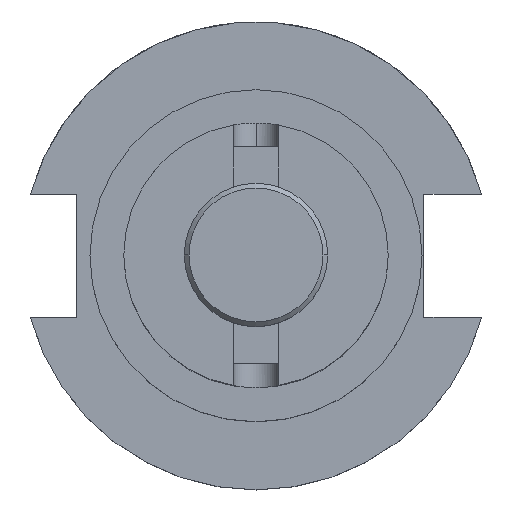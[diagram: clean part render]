
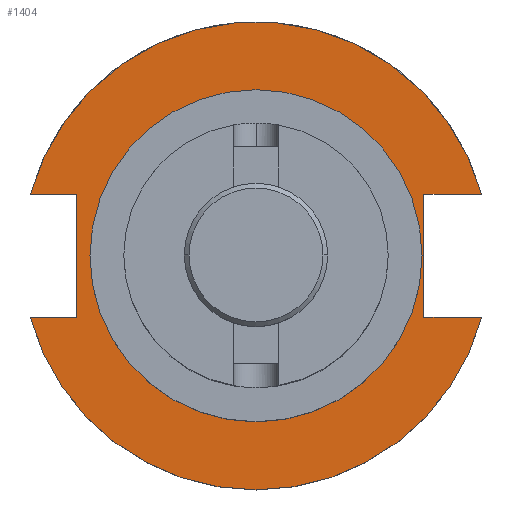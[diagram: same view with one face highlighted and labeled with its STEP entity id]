
A CAD part, top view. The second image highlights one B-rep face of the part: STEP entity #1404.
In plain terms, the highlighted planar face has unit normal (0, 0, 1).
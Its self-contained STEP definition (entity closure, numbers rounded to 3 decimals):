
#12 = CARTESIAN_POINT ( 'NONE',  ( 35.306, -12.954, 19.05 ) ) ;
#40 = VERTEX_POINT ( 'NONE', #713 ) ;
#48 = CARTESIAN_POINT ( 'NONE',  ( 35.306, 12.954, 19.05 ) ) ;
#72 = FACE_OUTER_BOUND ( 'NONE', #749, .T. ) ;
#97 = CARTESIAN_POINT ( 'NONE',  ( 0., 0., 19.05 ) ) ;
#98 = CIRCLE ( 'NONE', #2363, 34.925 ) ;
#183 = VERTEX_POINT ( 'NONE', #2012 ) ;
#194 = LINE ( 'NONE', #48, #2282 ) ;
#211 = ORIENTED_EDGE ( 'NONE', *, *, #1681, .T. ) ;
#215 = CARTESIAN_POINT ( 'NONE',  ( 35.306, 12.954, 19.05 ) ) ;
#269 = EDGE_LOOP ( 'NONE', ( #478, #818 ) ) ;
#276 = DIRECTION ( 'NONE',  ( 0., 1., 0. ) ) ;
#289 = VERTEX_POINT ( 'NONE', #1586 ) ;
#347 = CARTESIAN_POINT ( 'NONE',  ( 35.306, -12.954, 19.05 ) ) ;
#349 = DIRECTION ( 'NONE',  ( 0., 0., 1. ) ) ;
#356 = CARTESIAN_POINT ( 'NONE',  ( -47.477, 12.954, 19.05 ) ) ;
#369 = CIRCLE ( 'NONE', #2193, 34.925 ) ;
#392 = DIRECTION ( 'NONE',  ( 0., -1., 0. ) ) ;
#395 = ORIENTED_EDGE ( 'NONE', *, *, #1859, .F. ) ;
#409 = LINE ( 'NONE', #215, #909 ) ;
#443 = LINE ( 'NONE', #347, #1898 ) ;
#461 = DIRECTION ( 'NONE',  ( 0., -1., 0. ) ) ;
#478 = ORIENTED_EDGE ( 'NONE', *, *, #1533, .F. ) ;
#497 = DIRECTION ( 'NONE',  ( 0., 0., 1. ) ) ;
#551 = VERTEX_POINT ( 'NONE', #356 ) ;
#563 = VERTEX_POINT ( 'NONE', #1424 ) ;
#570 = ORIENTED_EDGE ( 'NONE', *, *, #624, .F. ) ;
#624 = EDGE_CURVE ( 'NONE', #2424, #1806, #1195, .T. ) ;
#627 = EDGE_CURVE ( 'NONE', #563, #1986, #1123, .T. ) ;
#679 = ORIENTED_EDGE ( 'NONE', *, *, #2426, .T. ) ;
#695 = VECTOR ( 'NONE', #1605, 1000. ) ;
#713 = CARTESIAN_POINT ( 'NONE',  ( -37.719, 12.954, 19.05 ) ) ;
#749 = EDGE_LOOP ( 'NONE', ( #679, #2104, #1706, #819, #930, #211, #2402, #395, #570 ) ) ;
#762 = CARTESIAN_POINT ( 'NONE',  ( 47.477, 12.954, 19.05 ) ) ;
#763 = DIRECTION ( 'NONE',  ( 0., -1., 0. ) ) ;
#765 = AXIS2_PLACEMENT_3D ( 'NONE', #2074, #1342, #2060 ) ;
#773 = DIRECTION ( 'NONE',  ( 0., 0., 1. ) ) ;
#782 = CARTESIAN_POINT ( 'NONE',  ( 0., 0., 19.05 ) ) ;
#818 = ORIENTED_EDGE ( 'NONE', *, *, #1318, .F. ) ;
#819 = ORIENTED_EDGE ( 'NONE', *, *, #2287, .F. ) ;
#850 = EDGE_CURVE ( 'NONE', #1243, #1986, #443, .T. ) ;
#851 = AXIS2_PLACEMENT_3D ( 'NONE', #97, #2338, #461 ) ;
#869 = DIRECTION ( 'NONE',  ( 0., -1., 0. ) ) ;
#909 = VECTOR ( 'NONE', #392, 1000. ) ;
#930 = ORIENTED_EDGE ( 'NONE', *, *, #1892, .F. ) ;
#1123 = CIRCLE ( 'NONE', #765, 49.212 ) ;
#1195 = LINE ( 'NONE', #2340, #1799 ) ;
#1219 = LINE ( 'NONE', #1695, #1290 ) ;
#1222 = LINE ( 'NONE', #1921, #695 ) ;
#1243 = VERTEX_POINT ( 'NONE', #12 ) ;
#1290 = VECTOR ( 'NONE', #276, 1000. ) ;
#1318 = EDGE_CURVE ( 'NONE', #2430, #183, #369, .T. ) ;
#1342 = DIRECTION ( 'NONE',  ( 0., 0., 1. ) ) ;
#1404 = ADVANCED_FACE ( 'NONE', ( #1675, #72 ), #2009, .T. ) ;
#1424 = CARTESIAN_POINT ( 'NONE',  ( 0., -49.212, 19.05 ) ) ;
#1474 = CARTESIAN_POINT ( 'NONE',  ( 0., 0., 19.05 ) ) ;
#1533 = EDGE_CURVE ( 'NONE', #183, #2430, #98, .T. ) ;
#1586 = CARTESIAN_POINT ( 'NONE',  ( 35.306, 12.954, 19.05 ) ) ;
#1605 = DIRECTION ( 'NONE',  ( -1., 0., 0. ) ) ;
#1614 = DIRECTION ( 'NONE',  ( 0., -1., 0. ) ) ;
#1675 = FACE_BOUND ( 'NONE', #269, .T. ) ;
#1681 = EDGE_CURVE ( 'NONE', #2270, #551, #1739, .T. ) ;
#1695 = CARTESIAN_POINT ( 'NONE',  ( -37.719, 12.954, 19.05 ) ) ;
#1699 = DIRECTION ( 'NONE',  ( 0., -1., 0. ) ) ;
#1706 = ORIENTED_EDGE ( 'NONE', *, *, #850, .F. ) ;
#1739 = CIRCLE ( 'NONE', #2311, 49.212 ) ;
#1760 = DIRECTION ( 'NONE',  ( 0., 0., 1. ) ) ;
#1799 = VECTOR ( 'NONE', #2288, 1000. ) ;
#1803 = CARTESIAN_POINT ( 'NONE',  ( -47.477, -12.954, 19.05 ) ) ;
#1806 = VERTEX_POINT ( 'NONE', #2342 ) ;
#1859 = EDGE_CURVE ( 'NONE', #1806, #40, #1219, .T. ) ;
#1881 = AXIS2_PLACEMENT_3D ( 'NONE', #2169, #1760, #1614 ) ;
#1892 = EDGE_CURVE ( 'NONE', #2270, #289, #194, .T. ) ;
#1898 = VECTOR ( 'NONE', #2162, 1000. ) ;
#1921 = CARTESIAN_POINT ( 'NONE',  ( -63.719, 12.954, 19.05 ) ) ;
#1986 = VERTEX_POINT ( 'NONE', #2269 ) ;
#2009 = PLANE ( 'NONE',  #1881 ) ;
#2012 = CARTESIAN_POINT ( 'NONE',  ( 0., -34.925, 19.05 ) ) ;
#2031 = CARTESIAN_POINT ( 'NONE',  ( 0., 34.925, 19.05 ) ) ;
#2060 = DIRECTION ( 'NONE',  ( 0., -1., 0. ) ) ;
#2074 = CARTESIAN_POINT ( 'NONE',  ( 0., 0., 19.05 ) ) ;
#2078 = EDGE_CURVE ( 'NONE', #40, #551, #1222, .T. ) ;
#2104 = ORIENTED_EDGE ( 'NONE', *, *, #627, .T. ) ;
#2143 = CARTESIAN_POINT ( 'NONE',  ( 0., 0., 19.05 ) ) ;
#2162 = DIRECTION ( 'NONE',  ( 1., 0., 0. ) ) ;
#2169 = CARTESIAN_POINT ( 'NONE',  ( 0., 49.212, 19.05 ) ) ;
#2193 = AXIS2_PLACEMENT_3D ( 'NONE', #1474, #349, #1699 ) ;
#2269 = CARTESIAN_POINT ( 'NONE',  ( 47.477, -12.954, 19.05 ) ) ;
#2270 = VERTEX_POINT ( 'NONE', #762 ) ;
#2282 = VECTOR ( 'NONE', #2477, 1000. ) ;
#2287 = EDGE_CURVE ( 'NONE', #289, #1243, #409, .T. ) ;
#2288 = DIRECTION ( 'NONE',  ( 1., 0., 0. ) ) ;
#2311 = AXIS2_PLACEMENT_3D ( 'NONE', #2143, #497, #869 ) ;
#2338 = DIRECTION ( 'NONE',  ( 0., 0., 1. ) ) ;
#2340 = CARTESIAN_POINT ( 'NONE',  ( -63.719, -12.954, 19.05 ) ) ;
#2342 = CARTESIAN_POINT ( 'NONE',  ( -37.719, -12.954, 19.05 ) ) ;
#2363 = AXIS2_PLACEMENT_3D ( 'NONE', #782, #773, #763 ) ;
#2402 = ORIENTED_EDGE ( 'NONE', *, *, #2078, .F. ) ;
#2424 = VERTEX_POINT ( 'NONE', #1803 ) ;
#2426 = EDGE_CURVE ( 'NONE', #2424, #563, #2449, .T. ) ;
#2430 = VERTEX_POINT ( 'NONE', #2031 ) ;
#2449 = CIRCLE ( 'NONE', #851, 49.212 ) ;
#2477 = DIRECTION ( 'NONE',  ( -1., 0., 0. ) ) ;
